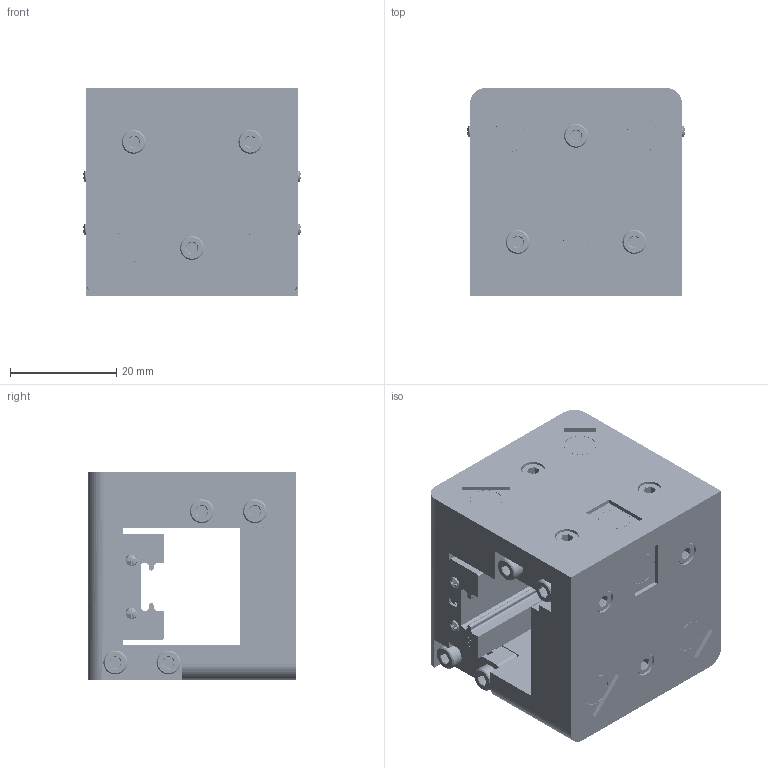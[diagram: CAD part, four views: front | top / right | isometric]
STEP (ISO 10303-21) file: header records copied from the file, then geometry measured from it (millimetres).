
FILE_DESCRIPTION(/* description */ (''),/* implementation_level */ '2;1');
FILE_NAME(/* name */ 'Carriage_Assembly v25.step',/* time_stamp */ '2019-09-13T17:00:12+02:00',/* author */ (''),/* organization */ (''),/* preprocessor_version */ 'ST-DEVELOPER v18',/* originating_system */ 'Autodesk Translation Framework v8.6.0.1094',/* authorisation */ '');
FILE_SCHEMA (('AUTOMOTIVE_DESIGN { 1 0 10303 214 3 1 1 }'));
Length unit declared in the file: millimetre
Products named in the file (16): Carriage_Assembly; Component1; Component5; Component4; MGN09H_ZF_H_M_SS_FILE_1; Belt_Clamp; Belt_Clamp_1; Belt_Clamp_2; Belt_Clamp_3; Component1_1; MountingPlate_Carriage; MountingPlate_Carriage_1; Magnet; M2.5x5; M2.5x10; M3x6
Assembly tree (38 placements, depth 3):
  Carriage_Assembly
    Component1
    Component5
    Component4
    MGN09H_ZF_H_M_SS_FILE_1
    Belt_Clamp
      Component1_1
    Belt_Clamp_1
      Component1_1
    Belt_Clamp_2
      Component1_1
    Belt_Clamp_3
      Component1_1
    MountingPlate_Carriage
      Magnet  x3
    MountingPlate_Carriage_1
      Magnet  x3
    M2.5x5  x6
    M2.5x10  x8
    M3x6  x4
Bounding box: 41.25 x 39.1 x 39.1 mm (x, y, z)
Volume: 44284.1 mm3; surface area: 28111.3 mm2
Topology: 36 solids, 38 shells, 1849 faces, 4854 edges, 3171 vertices
Faces by surface type: cylinder 896, plane 745, cone 168, bspline 36, sphere 4
Full cylindrical faces by diameter (mm): 0.176 x2, 0.216 x2, 1.2 x2, 1.6 x2, 1.915 x228, 2.3 x18, 2.35 x48, 2.5 x232, 2.7 x22, 3 x44, 4.5 x20, 5.7 x4, 6 x10, 6.1 x6
Entity records: 38444 total; most frequent: CARTESIAN_POINT 13725, ORIENTED_EDGE 5068, DIRECTION 4833, EDGE_CURVE 2534, LINE 1697, VECTOR 1697, VERTEX_POINT 1671, AXIS2_PLACEMENT_3D 1568
